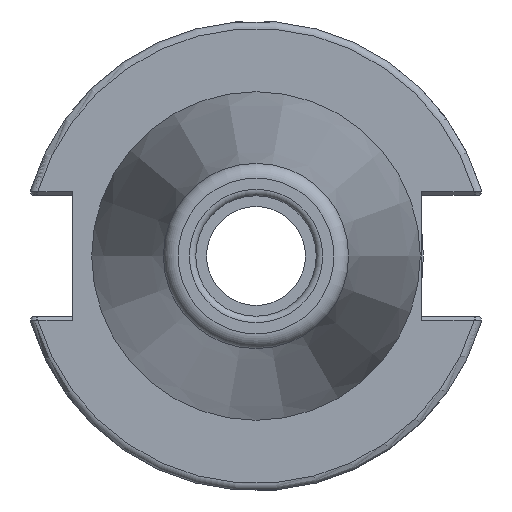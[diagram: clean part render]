
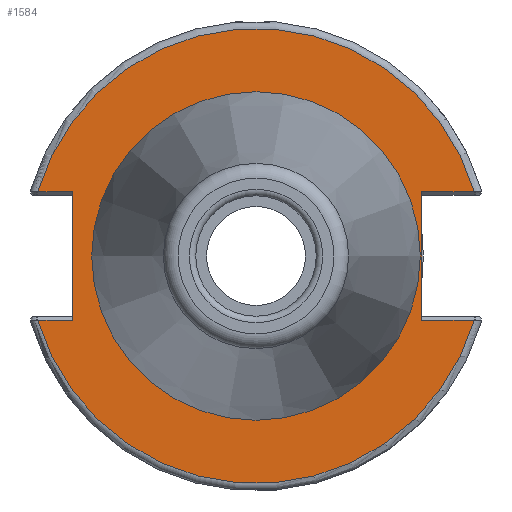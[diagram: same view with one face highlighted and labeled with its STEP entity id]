
A CAD part, left-side view. The second image highlights one B-rep face of the part: STEP entity #1584.
In plain terms, the highlighted planar face has unit normal (-1, 0, 0).
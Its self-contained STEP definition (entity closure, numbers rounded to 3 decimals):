
#15=FACE_BOUND('',#300,.T.);
#83=PLANE('',#1696);
#119=CIRCLE('',#1695,30.775);
#120=CIRCLE('',#1697,30.775);
#121=CIRCLE('',#1698,22.225);
#122=CIRCLE('',#1699,22.225);
#211=FACE_OUTER_BOUND('',#299,.T.);
#299=EDGE_LOOP('',(#1104,#1105,#1106,#1107,#1108,#1109,#1110,#1111));
#300=EDGE_LOOP('',(#1112,#1113));
#398=LINE('',#2525,#497);
#400=LINE('',#2593,#499);
#401=LINE('',#2595,#500);
#402=LINE('',#2599,#501);
#403=LINE('',#2601,#502);
#404=LINE('',#2602,#503);
#497=VECTOR('',#1867,10.);
#499=VECTOR('',#1885,10.);
#500=VECTOR('',#1886,10.);
#501=VECTOR('',#1889,10.);
#502=VECTOR('',#1890,10.);
#503=VECTOR('',#1891,10.);
#651=VERTEX_POINT('',#2518);
#654=VERTEX_POINT('',#2523);
#660=VERTEX_POINT('',#2571);
#662=VERTEX_POINT('',#2592);
#663=VERTEX_POINT('',#2594);
#664=VERTEX_POINT('',#2596);
#665=VERTEX_POINT('',#2598);
#666=VERTEX_POINT('',#2600);
#667=VERTEX_POINT('',#2603);
#668=VERTEX_POINT('',#2604);
#828=EDGE_CURVE('',#654,#651,#398,.T.);
#838=EDGE_CURVE('',#651,#660,#119,.T.);
#841=EDGE_CURVE('',#654,#662,#400,.T.);
#842=EDGE_CURVE('',#663,#662,#401,.T.);
#843=EDGE_CURVE('',#664,#663,#120,.T.);
#844=EDGE_CURVE('',#665,#664,#402,.T.);
#845=EDGE_CURVE('',#665,#666,#403,.T.);
#846=EDGE_CURVE('',#660,#666,#404,.T.);
#847=EDGE_CURVE('',#667,#668,#121,.T.);
#848=EDGE_CURVE('',#668,#667,#122,.T.);
#1104=ORIENTED_EDGE('',*,*,#828,.F.);
#1105=ORIENTED_EDGE('',*,*,#841,.T.);
#1106=ORIENTED_EDGE('',*,*,#842,.F.);
#1107=ORIENTED_EDGE('',*,*,#843,.F.);
#1108=ORIENTED_EDGE('',*,*,#844,.F.);
#1109=ORIENTED_EDGE('',*,*,#845,.T.);
#1110=ORIENTED_EDGE('',*,*,#846,.F.);
#1111=ORIENTED_EDGE('',*,*,#838,.F.);
#1112=ORIENTED_EDGE('',*,*,#847,.T.);
#1113=ORIENTED_EDGE('',*,*,#848,.T.);
#1584=ADVANCED_FACE('',(#211,#15),#83,.T.);
#1695=AXIS2_PLACEMENT_3D('',#2572,#1881,#1882);
#1696=AXIS2_PLACEMENT_3D('',#2591,#1883,#1884);
#1697=AXIS2_PLACEMENT_3D('',#2597,#1887,#1888);
#1698=AXIS2_PLACEMENT_3D('',#2605,#1892,#1893);
#1699=AXIS2_PLACEMENT_3D('',#2606,#1894,#1895);
#1867=DIRECTION('',(0.,-1.,0.));
#1881=DIRECTION('center_axis',(1.,0.,0.));
#1882=DIRECTION('ref_axis',(0.,0.,-1.));
#1883=DIRECTION('center_axis',(-1.,0.,0.));
#1884=DIRECTION('ref_axis',(0.,0.,1.));
#1885=DIRECTION('',(0.,0.,1.));
#1886=DIRECTION('',(0.,1.,0.));
#1887=DIRECTION('center_axis',(1.,0.,0.));
#1888=DIRECTION('ref_axis',(0.,0.,-1.));
#1889=DIRECTION('',(0.,1.,0.));
#1890=DIRECTION('',(0.,0.,-1.));
#1891=DIRECTION('',(0.,-1.,0.));
#1892=DIRECTION('center_axis',(1.,0.,0.));
#1893=DIRECTION('ref_axis',(0.,0.,-1.));
#1894=DIRECTION('center_axis',(1.,0.,0.));
#1895=DIRECTION('ref_axis',(0.,0.,-1.));
#2518=CARTESIAN_POINT('',(3.175,-29.523,-8.69));
#2523=CARTESIAN_POINT('',(3.175,-22.41,-8.69));
#2525=CARTESIAN_POINT('',(3.175,-4.878,-8.69));
#2571=CARTESIAN_POINT('',(3.175,29.523,-8.69));
#2572=CARTESIAN_POINT('Origin',(3.175,0.,
0.));
#2591=CARTESIAN_POINT('Origin',(3.175,30.775,0.));
#2592=CARTESIAN_POINT('',(3.175,-22.41,8.69));
#2593=CARTESIAN_POINT('',(3.175,-22.41,-4.095));
#2594=CARTESIAN_POINT('',(3.175,-29.523,8.69));
#2595=CARTESIAN_POINT('',(3.175,4.182,8.69));
#2596=CARTESIAN_POINT('',(3.175,29.523,8.69));
#2597=CARTESIAN_POINT('Origin',(3.175,0.,
0.));
#2598=CARTESIAN_POINT('',(3.175,24.8,8.69));
#2599=CARTESIAN_POINT('',(3.175,32.958,8.69));
#2600=CARTESIAN_POINT('',(3.175,24.8,-8.69));
#2601=CARTESIAN_POINT('',(3.175,24.8,4.095));
#2602=CARTESIAN_POINT('',(3.175,27.788,-8.69));
#2603=CARTESIAN_POINT('',(3.175,22.225,0.));
#2604=CARTESIAN_POINT('',(3.175,-22.225,0.));
#2605=CARTESIAN_POINT('Origin',(3.175,0.,
0.));
#2606=CARTESIAN_POINT('Origin',(3.175,0.,
0.));
